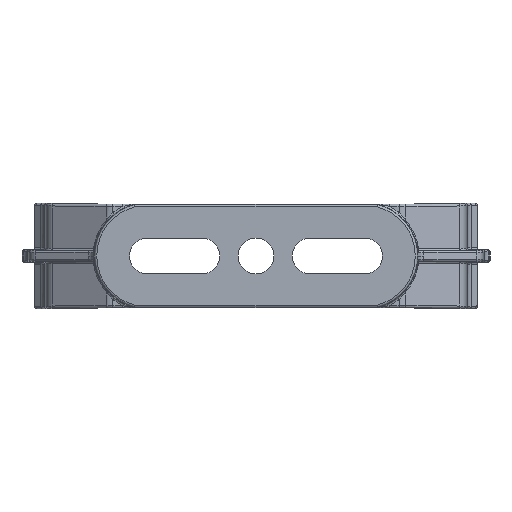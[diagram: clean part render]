
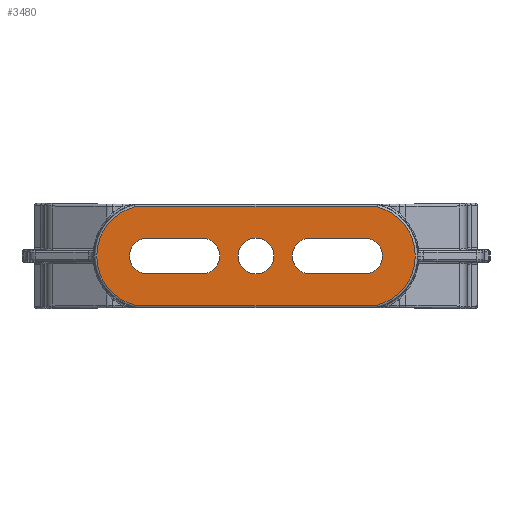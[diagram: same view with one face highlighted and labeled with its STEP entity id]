
A CAD part, front view. The second image highlights one B-rep face of the part: STEP entity #3480.
In plain terms, the highlighted planar face has unit normal (0, -1, 0).
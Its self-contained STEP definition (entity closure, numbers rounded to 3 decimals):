
#7 = ORIENTED_EDGE ( 'NONE', *, *, #7950, .T. ) ;
#26 = CARTESIAN_POINT ( 'NONE',  ( 14.165, -9., -5.753 ) ) ;
#57 = CIRCLE ( 'NONE', #508, 2.1 ) ;
#205 = CARTESIAN_POINT ( 'NONE',  ( -14.196, -9., 5.753 ) ) ;
#320 = DIRECTION ( 'NONE',  ( 0., 0., 1. ) ) ;
#463 = FACE_BOUND ( 'NONE', #7199, .T. ) ;
#508 = AXIS2_PLACEMENT_3D ( 'NONE', #9105, #2504, #4217 ) ;
#510 = AXIS2_PLACEMENT_3D ( 'NONE', #9431, #6078, #5291 ) ;
#728 = DIRECTION ( 'NONE',  ( 0., 0., 1. ) ) ;
#755 = AXIS2_PLACEMENT_3D ( 'NONE', #4698, #2293, #1359 ) ;
#839 = CARTESIAN_POINT ( 'NONE',  ( 6.35, -9., -2.1 ) ) ;
#964 = CARTESIAN_POINT ( 'NONE',  ( -12.7, -9., 2.1 ) ) ;
#1015 = EDGE_CURVE ( 'NONE', #5924, #7581, #4722, .T. ) ;
#1058 = AXIS2_PLACEMENT_3D ( 'NONE', #9854, #4189, #728 ) ;
#1065 = DIRECTION ( 'NONE',  ( 0., 1., 0. ) ) ;
#1124 = FACE_BOUND ( 'NONE', #4519, .T. ) ;
#1147 = DIRECTION ( 'NONE',  ( 1., 0., 0. ) ) ;
#1359 = DIRECTION ( 'NONE',  ( 0., 0., -1. ) ) ;
#1419 = ORIENTED_EDGE ( 'NONE', *, *, #8236, .T. ) ;
#1456 = VERTEX_POINT ( 'NONE', #1644 ) ;
#1532 = CARTESIAN_POINT ( 'NONE',  ( 0., -9., -2.1 ) ) ;
#1644 = CARTESIAN_POINT ( 'NONE',  ( -14.165, -9., 5.753 ) ) ;
#1654 = CIRCLE ( 'NONE', #7789, 2.1 ) ;
#1803 = ORIENTED_EDGE ( 'NONE', *, *, #5516, .T. ) ;
#1804 = LINE ( 'NONE', #8754, #3792 ) ;
#1888 = ORIENTED_EDGE ( 'NONE', *, *, #9515, .T. ) ;
#1914 = CARTESIAN_POINT ( 'NONE',  ( 0., -9., 0. ) ) ;
#1979 = CIRCLE ( 'NONE', #9997, 2.1 ) ;
#2185 = LINE ( 'NONE', #2226, #4921 ) ;
#2198 = CARTESIAN_POINT ( 'NONE',  ( 6.35, -9., -2.1 ) ) ;
#2216 = CARTESIAN_POINT ( 'NONE',  ( -12.7, -9., 0. ) ) ;
#2226 = CARTESIAN_POINT ( 'NONE',  ( -12.7, -9., 2.1 ) ) ;
#2241 = CARTESIAN_POINT ( 'NONE',  ( -12.7, -9., -2.1 ) ) ;
#2293 = DIRECTION ( 'NONE',  ( 0., -1., 0. ) ) ;
#2434 = CARTESIAN_POINT ( 'NONE',  ( -6.35, -9., 2.1 ) ) ;
#2476 = EDGE_CURVE ( 'NONE', #7577, #8535, #8895, .T. ) ;
#2504 = DIRECTION ( 'NONE',  ( 0., 1., 0. ) ) ;
#2507 = VECTOR ( 'NONE', #5379, 1000. ) ;
#2595 = ORIENTED_EDGE ( 'NONE', *, *, #2781, .T. ) ;
#2781 = EDGE_CURVE ( 'NONE', #6063, #6746, #57, .T. ) ;
#2925 = DIRECTION ( 'NONE',  ( 1., 0., 0. ) ) ;
#3135 = LINE ( 'NONE', #205, #6219 ) ;
#3229 = EDGE_LOOP ( 'NONE', ( #2595, #5614, #7, #1419 ) ) ;
#3261 = AXIS2_PLACEMENT_3D ( 'NONE', #2216, #5540, #7335 ) ;
#3350 = FACE_OUTER_BOUND ( 'NONE', #7590, .T. ) ;
#3480 = ADVANCED_FACE ( 'NONE', ( #3350, #463, #1124, #9842 ), #7266, .T. ) ;
#3520 = CIRCLE ( 'NONE', #510, 5.937 ) ;
#3753 = CARTESIAN_POINT ( 'NONE',  ( -12.7, -9., -2.1 ) ) ;
#3782 = CARTESIAN_POINT ( 'NONE',  ( 0., -9., 2.1 ) ) ;
#3792 = VECTOR ( 'NONE', #1147, 1000. ) ;
#4023 = VECTOR ( 'NONE', #6233, 1000. ) ;
#4189 = DIRECTION ( 'NONE',  ( 0., 1., 0. ) ) ;
#4217 = DIRECTION ( 'NONE',  ( 0., 0., 1. ) ) ;
#4259 = ORIENTED_EDGE ( 'NONE', *, *, #9858, .T. ) ;
#4379 = CARTESIAN_POINT ( 'NONE',  ( -12.7, -9., 0. ) ) ;
#4499 = VERTEX_POINT ( 'NONE', #7446 ) ;
#4519 = EDGE_LOOP ( 'NONE', ( #9123, #8171 ) ) ;
#4539 = DIRECTION ( 'NONE',  ( 0., 1., 0. ) ) ;
#4698 = CARTESIAN_POINT ( 'NONE',  ( -12.7, -9., 0. ) ) ;
#4722 = LINE ( 'NONE', #9472, #2507 ) ;
#4835 = VECTOR ( 'NONE', #5770, 1000. ) ;
#4893 = CARTESIAN_POINT ( 'NONE',  ( 6.35, -9., 2.1 ) ) ;
#4921 = VECTOR ( 'NONE', #2925, 1000. ) ;
#5214 = CIRCLE ( 'NONE', #6302, 2.1 ) ;
#5291 = DIRECTION ( 'NONE',  ( 0., 0., -1. ) ) ;
#5379 = DIRECTION ( 'NONE',  ( 1., 0., 0. ) ) ;
#5516 = EDGE_CURVE ( 'NONE', #1456, #5924, #10656, .T. ) ;
#5540 = DIRECTION ( 'NONE',  ( 0., -1., 0. ) ) ;
#5614 = ORIENTED_EDGE ( 'NONE', *, *, #9389, .T. ) ;
#5770 = DIRECTION ( 'NONE',  ( -1., 0., 0. ) ) ;
#5824 = EDGE_CURVE ( 'NONE', #8075, #6660, #1979, .T. ) ;
#5924 = VERTEX_POINT ( 'NONE', #9875 ) ;
#6012 = VERTEX_POINT ( 'NONE', #10041 ) ;
#6035 = ORIENTED_EDGE ( 'NONE', *, *, #2476, .T. ) ;
#6063 = VERTEX_POINT ( 'NONE', #839 ) ;
#6078 = DIRECTION ( 'NONE',  ( 0., -1., 0. ) ) ;
#6219 = VECTOR ( 'NONE', #8081, 1000. ) ;
#6233 = DIRECTION ( 'NONE',  ( -1., 0., 0. ) ) ;
#6302 = AXIS2_PLACEMENT_3D ( 'NONE', #9178, #9974, #7536 ) ;
#6369 = CARTESIAN_POINT ( 'NONE',  ( -6.35, -9., -2.1 ) ) ;
#6604 = LINE ( 'NONE', #2241, #4023 ) ;
#6660 = VERTEX_POINT ( 'NONE', #964 ) ;
#6746 = VERTEX_POINT ( 'NONE', #4893 ) ;
#6885 = DIRECTION ( 'NONE',  ( 0., 0., 1. ) ) ;
#7002 = DIRECTION ( 'NONE',  ( 0., 0., 1. ) ) ;
#7013 = ORIENTED_EDGE ( 'NONE', *, *, #5824, .T. ) ;
#7065 = CIRCLE ( 'NONE', #1058, 2.1 ) ;
#7095 = VERTEX_POINT ( 'NONE', #8830 ) ;
#7199 = EDGE_LOOP ( 'NONE', ( #7013, #10181, #6035, #8102 ) ) ;
#7266 = PLANE ( 'NONE',  #3261 ) ;
#7335 = DIRECTION ( 'NONE',  ( 0., 0., -1. ) ) ;
#7446 = CARTESIAN_POINT ( 'NONE',  ( 12.7, -9., 2.1 ) ) ;
#7536 = DIRECTION ( 'NONE',  ( 0., 0., 1. ) ) ;
#7577 = VERTEX_POINT ( 'NONE', #2434 ) ;
#7581 = VERTEX_POINT ( 'NONE', #26 ) ;
#7590 = EDGE_LOOP ( 'NONE', ( #10382, #4259, #1888, #1803 ) ) ;
#7730 = DIRECTION ( 'NONE',  ( 0., 1., 0. ) ) ;
#7732 = CARTESIAN_POINT ( 'NONE',  ( -6.35, -9., 0. ) ) ;
#7789 = AXIS2_PLACEMENT_3D ( 'NONE', #1914, #7730, #320 ) ;
#7950 = EDGE_CURVE ( 'NONE', #4499, #7095, #7065, .T. ) ;
#8075 = VERTEX_POINT ( 'NONE', #3753 ) ;
#8081 = DIRECTION ( 'NONE',  ( -1., 0., 0. ) ) ;
#8102 = ORIENTED_EDGE ( 'NONE', *, *, #9537, .T. ) ;
#8171 = ORIENTED_EDGE ( 'NONE', *, *, #8942, .T. ) ;
#8236 = EDGE_CURVE ( 'NONE', #7095, #6063, #9891, .T. ) ;
#8395 = AXIS2_PLACEMENT_3D ( 'NONE', #7732, #4539, #7002 ) ;
#8535 = VERTEX_POINT ( 'NONE', #6369 ) ;
#8754 = CARTESIAN_POINT ( 'NONE',  ( 6.35, -9., 2.1 ) ) ;
#8830 = CARTESIAN_POINT ( 'NONE',  ( 12.7, -9., -2.1 ) ) ;
#8895 = CIRCLE ( 'NONE', #8395, 2.1 ) ;
#8942 = EDGE_CURVE ( 'NONE', #10224, #9318, #5214, .T. ) ;
#9105 = CARTESIAN_POINT ( 'NONE',  ( 6.35, -9., 0. ) ) ;
#9123 = ORIENTED_EDGE ( 'NONE', *, *, #10407, .T. ) ;
#9178 = CARTESIAN_POINT ( 'NONE',  ( 0., -9., 0. ) ) ;
#9318 = VERTEX_POINT ( 'NONE', #3782 ) ;
#9389 = EDGE_CURVE ( 'NONE', #6746, #4499, #1804, .T. ) ;
#9431 = CARTESIAN_POINT ( 'NONE',  ( 12.7, -9., 0. ) ) ;
#9472 = CARTESIAN_POINT ( 'NONE',  ( -12.7, -9., -5.753 ) ) ;
#9515 = EDGE_CURVE ( 'NONE', #6012, #1456, #3135, .T. ) ;
#9537 = EDGE_CURVE ( 'NONE', #8535, #8075, #6604, .T. ) ;
#9638 = EDGE_CURVE ( 'NONE', #6660, #7577, #2185, .T. ) ;
#9842 = FACE_BOUND ( 'NONE', #3229, .T. ) ;
#9854 = CARTESIAN_POINT ( 'NONE',  ( 12.7, -9., 0. ) ) ;
#9858 = EDGE_CURVE ( 'NONE', #7581, #6012, #3520, .T. ) ;
#9875 = CARTESIAN_POINT ( 'NONE',  ( -14.165, -9., -5.753 ) ) ;
#9891 = LINE ( 'NONE', #2198, #4835 ) ;
#9974 = DIRECTION ( 'NONE',  ( 0., 1., 0. ) ) ;
#9997 = AXIS2_PLACEMENT_3D ( 'NONE', #4379, #1065, #6885 ) ;
#10041 = CARTESIAN_POINT ( 'NONE',  ( 14.165, -9., 5.753 ) ) ;
#10181 = ORIENTED_EDGE ( 'NONE', *, *, #9638, .T. ) ;
#10224 = VERTEX_POINT ( 'NONE', #1532 ) ;
#10382 = ORIENTED_EDGE ( 'NONE', *, *, #1015, .T. ) ;
#10407 = EDGE_CURVE ( 'NONE', #9318, #10224, #1654, .T. ) ;
#10656 = CIRCLE ( 'NONE', #755, 5.937 ) ;
